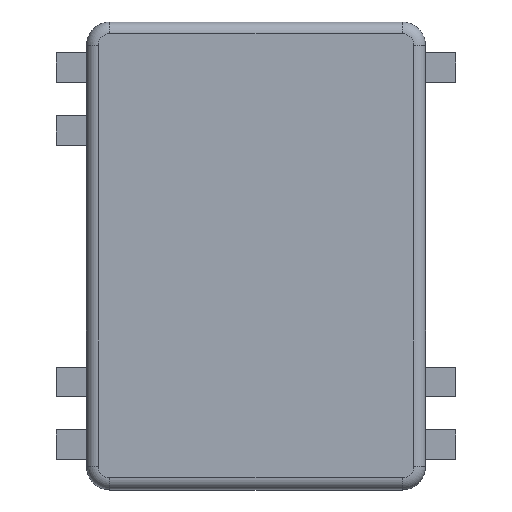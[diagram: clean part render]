
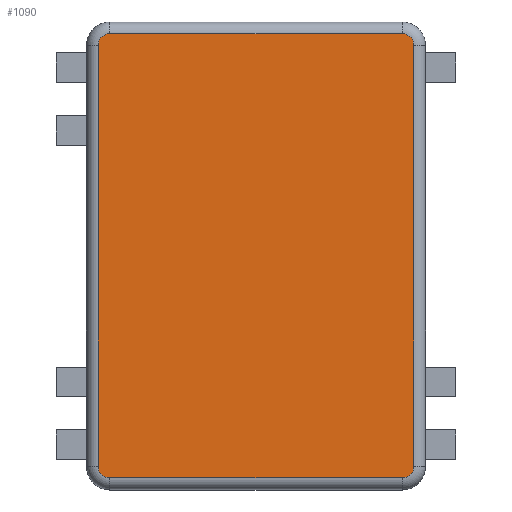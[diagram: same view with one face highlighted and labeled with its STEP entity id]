
A CAD part, top view. The second image highlights one B-rep face of the part: STEP entity #1090.
In plain terms, the highlighted planar face has unit normal (0, 0, 1).
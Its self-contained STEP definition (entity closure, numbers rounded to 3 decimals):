
#13=DIRECTION('',(0.,0.,1.));
#33=VECTOR('',#34,1.);
#34=DIRECTION('',(0.,1.,0.));
#45=DIRECTION('',(-1.,0.,0.));
#55=VECTOR('',#45,1.);
#87=DIRECTION('',(0.,-1.,0.));
#106=VECTOR('',#107,1.);
#107=DIRECTION('',(1.,0.,0.));
#157=VECTOR('',#87,1.);
#304=DIRECTION('',(0.,0.,1.));
#305=DIRECTION('',(0.,-1.,0.));
#432=DIRECTION('',(0.,0.,1.));
#433=DIRECTION('',(0.,1.,0.));
#960=VERTEX_POINT('',#961);
#961=CARTESIAN_POINT('',(-6.378,8.505,8.55));
#965=ORIENTED_EDGE('',*,*,#966,.T.);
#966=EDGE_CURVE('',#960,#967,#969,.T.);
#967=VERTEX_POINT('',#968);
#968=CARTESIAN_POINT('',(-6.378,-8.505,8.55));
#969=LINE('',#961,#157);
#1028=VERTEX_POINT('',#1029);
#1029=CARTESIAN_POINT('',(6.378,-8.505,8.55));
#1033=ORIENTED_EDGE('',*,*,#1034,.T.);
#1034=EDGE_CURVE('',#1028,#1035,#1037,.T.);
#1035=VERTEX_POINT('',#1036);
#1036=CARTESIAN_POINT('',(6.378,8.505,8.55));
#1037=LINE('',#1029,#33);
#1062=VERTEX_POINT('',#1063);
#1063=CARTESIAN_POINT('',(-5.905,-8.978,8.55));
#1068=EDGE_CURVE('',#967,#1062,#1069,.T.);
#1069=CIRCLE('',#1070,0.473);
#1070=AXIS2_PLACEMENT_3D('',#1071,#13,#45);
#1071=CARTESIAN_POINT('',(-5.905,-8.505,8.55));
#1078=VERTEX_POINT('',#1079);
#1079=CARTESIAN_POINT('',(-5.905,8.978,8.55));
#1084=EDGE_CURVE('',#1078,#960,#1085,.T.);
#1085=CIRCLE('',#1086,0.473);
#1086=AXIS2_PLACEMENT_3D('',#1087,#432,#433);
#1087=CARTESIAN_POINT('',(-5.905,8.505,8.55));
#1090=ADVANCED_FACE('',(#1091),#1115,.T.);
#1091=FACE_BOUND('',#1092,.T.);
#1092=EDGE_LOOP('',(#1093,#1098,#965,#1099,#1100,#1105,#1033,#1110));
#1093=ORIENTED_EDGE('',*,*,#1094,.T.);
#1094=EDGE_CURVE('',#1095,#1078,#1097,.T.);
#1095=VERTEX_POINT('',#1096);
#1096=CARTESIAN_POINT('',(5.905,8.978,8.55));
#1097=LINE('',#1096,#55);
#1098=ORIENTED_EDGE('',*,*,#1084,.T.);
#1099=ORIENTED_EDGE('',*,*,#1068,.T.);
#1100=ORIENTED_EDGE('',*,*,#1101,.T.);
#1101=EDGE_CURVE('',#1062,#1102,#1104,.T.);
#1102=VERTEX_POINT('',#1103);
#1103=CARTESIAN_POINT('',(5.905,-8.978,8.55));
#1104=LINE('',#1063,#106);
#1105=ORIENTED_EDGE('',*,*,#1106,.T.);
#1106=EDGE_CURVE('',#1102,#1028,#1107,.T.);
#1107=CIRCLE('',#1108,0.473);
#1108=AXIS2_PLACEMENT_3D('',#1109,#304,#305);
#1109=CARTESIAN_POINT('',(5.905,-8.505,8.55));
#1110=ORIENTED_EDGE('',*,*,#1111,.T.);
#1111=EDGE_CURVE('',#1035,#1095,#1112,.T.);
#1112=CIRCLE('',#1113,0.473);
#1113=AXIS2_PLACEMENT_3D('',#1114,#13,#107);
#1114=CARTESIAN_POINT('',(5.905,8.505,8.55));
#1115=PLANE('',#1116);
#1116=AXIS2_PLACEMENT_3D('',#1117,#13,#107);
#1117=CARTESIAN_POINT('',(0.,0.,8.55));
